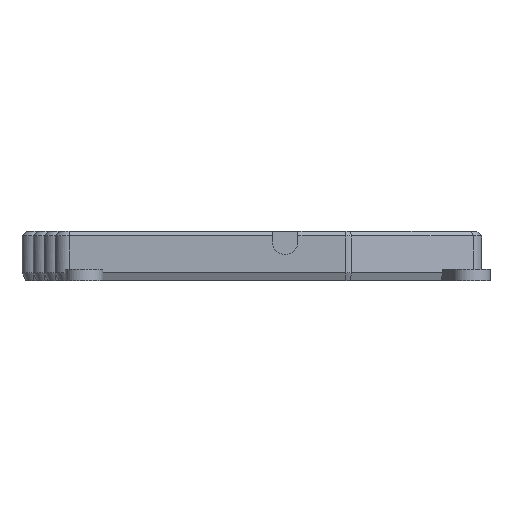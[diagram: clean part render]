
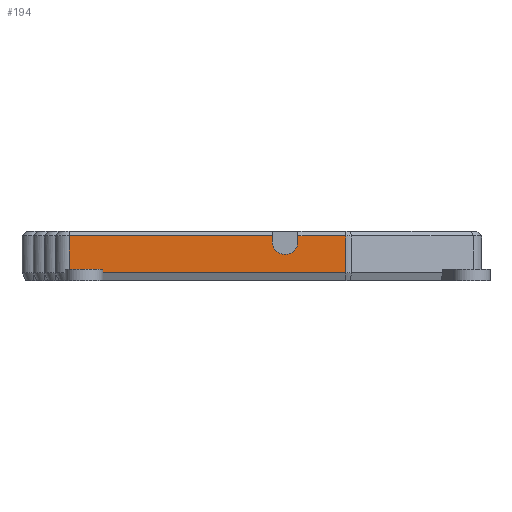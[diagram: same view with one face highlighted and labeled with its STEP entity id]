
A CAD part, left-side view. The second image highlights one B-rep face of the part: STEP entity #194.
In plain terms, the highlighted planar face has unit normal (-1, 0, 0).
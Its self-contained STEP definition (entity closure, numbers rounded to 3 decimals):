
#194=ADVANCED_FACE('',(#355),#2553,.T.);
#355=FACE_OUTER_BOUND('',#536,.T.);
#536=EDGE_LOOP('',(#1287,#1288,#1289,#1290,#1291,#1292,#1293,#1294,#1295,
#1296));
#1287=ORIENTED_EDGE('',*,*,#1398,.T.);
#1288=ORIENTED_EDGE('',*,*,#1728,.T.);
#1289=ORIENTED_EDGE('',*,*,#1661,.F.);
#1290=ORIENTED_EDGE('',*,*,#1718,.F.);
#1291=ORIENTED_EDGE('',*,*,#1487,.F.);
#1292=ORIENTED_EDGE('',*,*,#1482,.T.);
#1293=ORIENTED_EDGE('',*,*,#1492,.F.);
#1294=ORIENTED_EDGE('',*,*,#1573,.F.);
#1295=ORIENTED_EDGE('',*,*,#1634,.T.);
#1296=ORIENTED_EDGE('',*,*,#1399,.T.);
#1398=EDGE_CURVE('',#2198,#2196,#1767,.T.);
#1399=EDGE_CURVE('',#2202,#2198,#1768,.T.);
#1482=EDGE_CURVE('',#2259,#2260,#1816,.T.);
#1487=EDGE_CURVE('',#2259,#2263,#1821,.T.);
#1492=EDGE_CURVE('',#2266,#2260,#1826,.T.);
#1573=EDGE_CURVE('',#2321,#2266,#1880,.T.);
#1634=EDGE_CURVE('',#2321,#2202,#2098,.T.);
#1661=EDGE_CURVE('',#2345,#2370,#1935,.T.);
#1718=EDGE_CURVE('',#2263,#2345,#1966,.T.);
#1728=EDGE_CURVE('',#2196,#2370,#1973,.T.);
#1767=B_SPLINE_CURVE_WITH_KNOTS('',1,(#3577,#3578),.UNSPECIFIED.,.F.,.F.,
(2,2),(8.1,8.9),.UNSPECIFIED.);
#1768=B_SPLINE_CURVE_WITH_KNOTS('',1,(#3579,#3580),.UNSPECIFIED.,.F.,.F.,
(2,2),(-222.459,-215.151),.UNSPECIFIED.);
#1816=B_SPLINE_CURVE_WITH_KNOTS('',3,(#3914,#3915,#3916,#3917,#3918,#3919,
#3920,#3921,#3922,#3923,#3924,#3925,#3926,#3927,#3928,#3929,#3930,#3931,
#3932,#3933,#3934,#3935,#3936),.UNSPECIFIED.,.F.,.F.,(4,2,2,2,2,3,2,2,2,
2,4),(0.,1.086,2.172,3.259,3.8,
4.342,4.895,5.426,6.512,7.598,
8.685),.UNSPECIFIED.);
#1821=B_SPLINE_CURVE_WITH_KNOTS('',1,(#3945,#3946),.UNSPECIFIED.,.F.,.F.,
(2,2),(0.,0.98),.UNSPECIFIED.);
#1826=B_SPLINE_CURVE_WITH_KNOTS('',1,(#3955,#3956),.UNSPECIFIED.,.F.,.F.,
(2,2),(-0.98,0.),.UNSPECIFIED.);
#1880=B_SPLINE_CURVE_WITH_KNOTS('',1,(#4147,#4148),.UNSPECIFIED.,.F.,.F.,
(2,2),(0.,43.567),.UNSPECIFIED.);
#1935=B_SPLINE_CURVE_WITH_KNOTS('',1,(#4389,#4390),.UNSPECIFIED.,.F.,.F.,
(2,2),(1.,8.9),.UNSPECIFIED.);
#1966=B_SPLINE_CURVE_WITH_KNOTS('',1,(#4513,#4514),.UNSPECIFIED.,.F.,.F.,
(2,2),(49.067,59.346),.UNSPECIFIED.);
#1973=B_SPLINE_CURVE_WITH_KNOTS('',1,(#4538,#4539),.UNSPECIFIED.,.F.,.F.,
(2,2),(-222.018,-169.085),.UNSPECIFIED.);
#2098=(
BOUNDED_CURVE()
B_SPLINE_CURVE(1,(#4329,#4330),.UNSPECIFIED.,.F.,.F.)
B_SPLINE_CURVE_WITH_KNOTS((2,2),(1.,8.1),.UNSPECIFIED.)
CURVE()
GEOMETRIC_REPRESENTATION_ITEM()
RATIONAL_B_SPLINE_CURVE((1.,1.))
REPRESENTATION_ITEM('')
);
#2196=VERTEX_POINT('',#3190);
#2198=VERTEX_POINT('',#3192);
#2202=VERTEX_POINT('',#3196);
#2259=VERTEX_POINT('',#3253);
#2260=VERTEX_POINT('',#3254);
#2263=VERTEX_POINT('',#3257);
#2266=VERTEX_POINT('',#3260);
#2321=VERTEX_POINT('',#3315);
#2345=VERTEX_POINT('',#3339);
#2370=VERTEX_POINT('',#3364);
#2553=PLANE('',#2709);
#2709=AXIS2_PLACEMENT_3D('',#3119,#2851,$);
#2851=DIRECTION('',(-1.,0.,0.));
#3119=CARTESIAN_POINT('',(336.021,506.754,11.18));
#3190=CARTESIAN_POINT('',(336.021,499.554,3.28));
#3192=CARTESIAN_POINT('',(336.021,499.554,4.08));
#3196=CARTESIAN_POINT('',(336.021,506.754,4.08));
#3253=CARTESIAN_POINT('',(336.021,457.687,9.95));
#3254=CARTESIAN_POINT('',(336.021,463.187,9.95));
#3257=CARTESIAN_POINT('',(336.021,457.687,11.18));
#3260=CARTESIAN_POINT('',(336.021,463.187,11.18));
#3315=CARTESIAN_POINT('',(336.021,506.754,11.18));
#3339=CARTESIAN_POINT('',(336.021,447.408,11.18));
#3364=CARTESIAN_POINT('',(336.021,447.408,3.28));
#3577=CARTESIAN_POINT('',(336.021,499.554,4.08));
#3578=CARTESIAN_POINT('',(336.021,499.554,3.28));
#3579=CARTESIAN_POINT('',(336.021,506.754,4.08));
#3580=CARTESIAN_POINT('',(336.021,499.554,4.08));
#3914=CARTESIAN_POINT('',(336.021,457.687,9.95));
#3915=CARTESIAN_POINT('',(336.021,457.687,9.589));
#3916=CARTESIAN_POINT('',(336.021,457.758,9.231));
#3917=CARTESIAN_POINT('',(336.021,458.034,8.564));
#3918=CARTESIAN_POINT('',(336.021,458.237,8.261));
#3919=CARTESIAN_POINT('',(336.021,458.747,7.75));
#3920=CARTESIAN_POINT('',(336.021,459.051,7.548));
#3921=CARTESIAN_POINT('',(336.021,459.551,7.34));
#3922=CARTESIAN_POINT('',(336.021,459.724,7.288));
#3923=CARTESIAN_POINT('',(336.021,460.077,7.218));
#3924=CARTESIAN_POINT('',(336.021,460.257,7.2));
#3925=CARTESIAN_POINT('',(336.021,460.437,7.2));
#3926=CARTESIAN_POINT('',(336.021,460.62,7.2));
#3927=CARTESIAN_POINT('',(336.021,460.803,7.218));
#3928=CARTESIAN_POINT('',(336.021,461.157,7.29));
#3929=CARTESIAN_POINT('',(336.021,461.326,7.342));
#3930=CARTESIAN_POINT('',(336.021,461.823,7.548));
#3931=CARTESIAN_POINT('',(336.021,462.126,7.75));
#3932=CARTESIAN_POINT('',(336.021,462.637,8.261));
#3933=CARTESIAN_POINT('',(336.021,462.839,8.564));
#3934=CARTESIAN_POINT('',(336.021,463.116,9.231));
#3935=CARTESIAN_POINT('',(336.021,463.187,9.589));
#3936=CARTESIAN_POINT('',(336.021,463.187,9.95));
#3945=CARTESIAN_POINT('',(336.021,457.687,9.95));
#3946=CARTESIAN_POINT('',(336.021,457.687,11.18));
#3955=CARTESIAN_POINT('',(336.021,463.187,11.18));
#3956=CARTESIAN_POINT('',(336.021,463.187,9.95));
#4147=CARTESIAN_POINT('',(336.021,506.754,11.18));
#4148=CARTESIAN_POINT('',(336.021,463.187,11.18));
#4329=CARTESIAN_POINT('',(336.021,506.754,11.18));
#4330=CARTESIAN_POINT('',(336.021,506.754,4.08));
#4389=CARTESIAN_POINT('',(336.021,447.408,11.18));
#4390=CARTESIAN_POINT('',(336.021,447.408,3.28));
#4513=CARTESIAN_POINT('',(336.021,457.687,11.18));
#4514=CARTESIAN_POINT('',(336.021,447.408,11.18));
#4538=CARTESIAN_POINT('',(336.021,499.554,3.28));
#4539=CARTESIAN_POINT('',(336.021,447.408,3.28));
